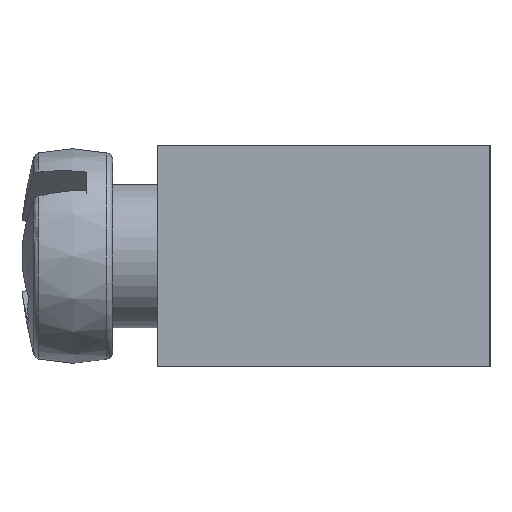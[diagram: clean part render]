
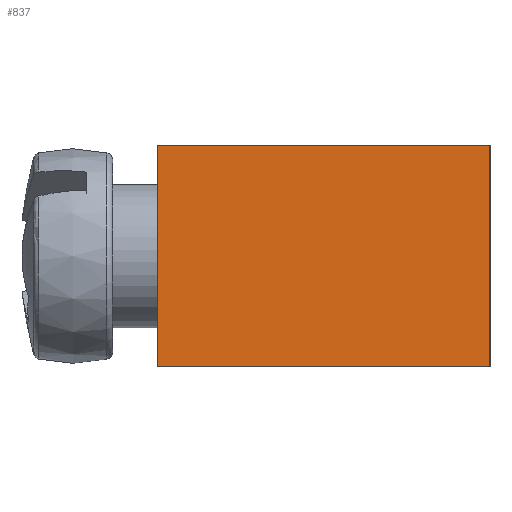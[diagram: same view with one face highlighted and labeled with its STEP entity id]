
A CAD part, left-side view. The second image highlights one B-rep face of the part: STEP entity #837.
In plain terms, the highlighted planar face has unit normal (-1, 0, 0).
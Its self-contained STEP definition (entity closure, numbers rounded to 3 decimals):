
#47=LINE('',#1288,#81);
#49=LINE('',#1303,#83);
#54=LINE('',#1462,#88);
#55=LINE('',#1464,#89);
#81=VECTOR('',#998,9.);
#83=VECTOR('',#1012,9.);
#88=VECTOR('',#1081,6.);
#89=VECTOR('',#1084,6.);
#116=PLANE('',#913);
#263=FACE_OUTER_BOUND('',#344,.T.);
#344=EDGE_LOOP('',(#640,#641,#642,#643));
#398=VERTEX_POINT('',#1281);
#401=VERTEX_POINT('',#1286);
#407=VERTEX_POINT('',#1300);
#408=VERTEX_POINT('',#1302);
#480=EDGE_CURVE('',#401,#398,#47,.T.);
#486=EDGE_CURVE('',#407,#408,#49,.T.);
#510=EDGE_CURVE('',#408,#401,#54,.T.);
#511=EDGE_CURVE('',#398,#407,#55,.T.);
#640=ORIENTED_EDGE('',*,*,#510,.F.);
#641=ORIENTED_EDGE('',*,*,#486,.F.);
#642=ORIENTED_EDGE('',*,*,#511,.F.);
#643=ORIENTED_EDGE('',*,*,#480,.F.);
#837=ADVANCED_FACE('',(#263),#116,.T.);
#913=AXIS2_PLACEMENT_3D('',#1463,#1082,#1083);
#998=DIRECTION('',(0.,1.,0.));
#1012=DIRECTION('',(0.,-1.,0.));
#1081=DIRECTION('',(0.,0.,-1.));
#1082=DIRECTION('center_axis',(-1.,0.,0.));
#1083=DIRECTION('ref_axis',(0.,-1.,0.));
#1084=DIRECTION('',(0.,0.,1.));
#1281=CARTESIAN_POINT('',(-21.,4.5,-3.));
#1286=CARTESIAN_POINT('',(-21.,-4.5,-3.));
#1288=CARTESIAN_POINT('',(-21.,-4.5,-3.));
#1300=CARTESIAN_POINT('',(-21.,4.5,3.));
#1302=CARTESIAN_POINT('',(-21.,-4.5,3.));
#1303=CARTESIAN_POINT('',(-21.,-4.5,3.));
#1462=CARTESIAN_POINT('',(-21.,-4.5,0.));
#1463=CARTESIAN_POINT('Origin',(-21.,4.5,0.));
#1464=CARTESIAN_POINT('',(-21.,4.5,0.));
